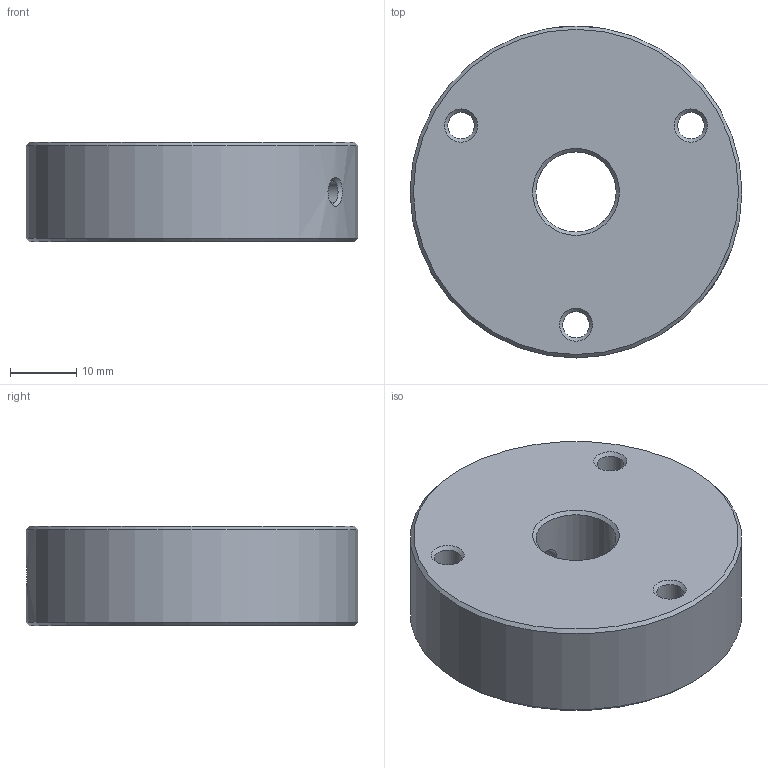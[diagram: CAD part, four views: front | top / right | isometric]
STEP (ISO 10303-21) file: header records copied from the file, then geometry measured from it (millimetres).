
FILE_DESCRIPTION(/* description */ (''),/* implementation_level */ '2;1');
FILE_NAME(/* name */ 'table clamp.step',/* time_stamp */ '2018-08-31T15:28:40+03:00',/* author */ (''),/* organization */ (''),/* preprocessor_version */ 'ST-DEVELOPER v17.2',/* originating_system */ 'Autodesk Translation Framework v7.6.0.251',/* authorisation */ '');
FILE_SCHEMA (('AUTOMOTIVE_DESIGN { 1 0 10303 214 3 1 1 }'));
Length unit declared in the file: millimetre
Products named in the file (1): table clamp
Bounding box: 50 x 50 x 15 mm (x, y, z)
Volume: 26769 mm3; surface area: 7336.8 mm2
Topology: 1 solids, 1 shells, 21 faces, 47 edges, 28 vertices
Faces by surface type: cone 10, cylinder 7, plane 2, bspline 2
Full cylindrical faces by diameter (mm): 3.332 x2, 4 x3, 12.1 x1, 50 x1
Entity records: 1089 total; most frequent: CARTESIAN_POINT 563, DIRECTION 100, ORIENTED_EDGE 96, EDGE_CURVE 48, AXIS2_PLACEMENT_3D 40, EDGE_LOOP 33, VERTEX_POINT 29, FACE_OUTER_BOUND 21
